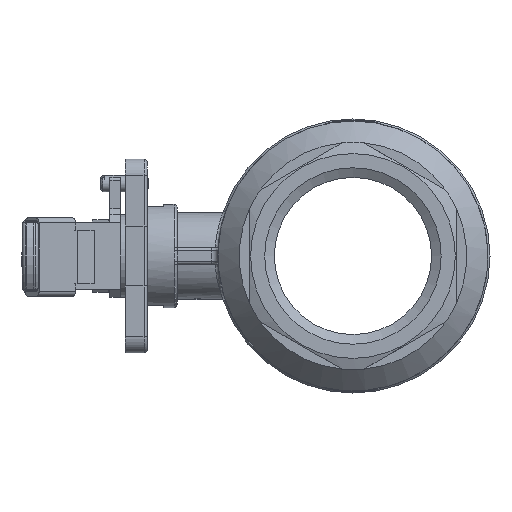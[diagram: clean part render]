
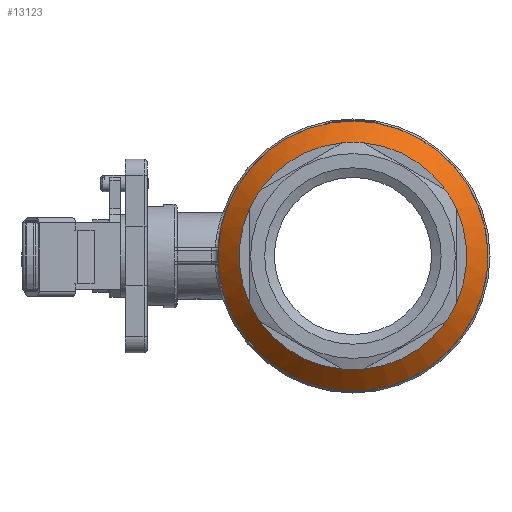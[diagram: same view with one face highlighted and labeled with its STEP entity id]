
A CAD part, left-side view. The second image highlights one B-rep face of the part: STEP entity #13123.
In plain terms, the highlighted conical face has half-angle 45 degrees and reference radius 65.25 mm.
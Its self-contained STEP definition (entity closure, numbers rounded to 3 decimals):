
#148=CONICAL_SURFACE('',#14186,65.25,0.785);
#4914=ORIENTED_EDGE('',*,*,#8014,.T.);
#4915=ORIENTED_EDGE('',*,*,#8016,.F.);
#4916=ORIENTED_EDGE('',*,*,#7959,.F.);
#4917=ORIENTED_EDGE('',*,*,#8006,.F.);
#4918=ORIENTED_EDGE('',*,*,#7961,.F.);
#4919=ORIENTED_EDGE('',*,*,#8004,.F.);
#4920=ORIENTED_EDGE('',*,*,#7963,.F.);
#4921=ORIENTED_EDGE('',*,*,#8002,.F.);
#4922=ORIENTED_EDGE('',*,*,#7965,.F.);
#4923=ORIENTED_EDGE('',*,*,#8000,.F.);
#4924=ORIENTED_EDGE('',*,*,#7967,.F.);
#4925=ORIENTED_EDGE('',*,*,#7998,.F.);
#4926=ORIENTED_EDGE('',*,*,#7969,.F.);
#7959=EDGE_CURVE('',#9607,#9608,#10471,.T.);
#7961=EDGE_CURVE('',#9609,#9610,#10472,.T.);
#7963=EDGE_CURVE('',#9611,#9612,#10473,.T.);
#7965=EDGE_CURVE('',#9613,#9614,#10474,.T.);
#7967=EDGE_CURVE('',#9615,#9616,#10475,.T.);
#7969=EDGE_CURVE('',#9617,#9618,#10476,.T.);
#7998=EDGE_CURVE('',#9618,#9615,#10486,.T.);
#8000=EDGE_CURVE('',#9616,#9613,#10488,.T.);
#8002=EDGE_CURVE('',#9614,#9611,#10490,.T.);
#8004=EDGE_CURVE('',#9612,#9609,#10492,.T.);
#8006=EDGE_CURVE('',#9610,#9607,#10494,.T.);
#8014=EDGE_CURVE('',#9642,#9642,#10501,.T.);
#8016=EDGE_CURVE('',#9608,#9617,#10503,.T.);
#9607=VERTEX_POINT('',#41806);
#9608=VERTEX_POINT('',#41807);
#9609=VERTEX_POINT('',#41811);
#9610=VERTEX_POINT('',#41812);
#9611=VERTEX_POINT('',#41816);
#9612=VERTEX_POINT('',#41817);
#9613=VERTEX_POINT('',#41821);
#9614=VERTEX_POINT('',#41822);
#9615=VERTEX_POINT('',#41826);
#9616=VERTEX_POINT('',#41827);
#9617=VERTEX_POINT('',#41831);
#9618=VERTEX_POINT('',#41832);
#9642=VERTEX_POINT('',#41971);
#10471=CIRCLE('',#14112,55.);
#10472=CIRCLE('',#14114,55.);
#10473=CIRCLE('',#14116,55.);
#10474=CIRCLE('',#14118,55.);
#10475=CIRCLE('',#14120,55.);
#10476=CIRCLE('',#14122,55.);
#10486=CIRCLE('',#14143,55.);
#10488=CIRCLE('',#14146,55.);
#10490=CIRCLE('',#14149,55.);
#10492=CIRCLE('',#14152,55.);
#10494=CIRCLE('',#14155,55.);
#10501=CIRCLE('',#14169,65.25);
#10503=CIRCLE('',#14172,55.);
#11123=EDGE_LOOP('',(#4914));
#11124=EDGE_LOOP('',(#4915,#4916,#4917,#4918,#4919,#4920,#4921,#4922,#4923,
#4924,#4925,#4926));
#12068=FACE_BOUND('',#11123,.T.);
#12069=FACE_BOUND('',#11124,.T.);
#13123=ADVANCED_FACE('',(#12068,#12069),#148,.T.);
#14112=AXIS2_PLACEMENT_3D('',#41805,#15869,#15870);
#14114=AXIS2_PLACEMENT_3D('',#41810,#15874,#15875);
#14116=AXIS2_PLACEMENT_3D('',#41815,#15879,#15880);
#14118=AXIS2_PLACEMENT_3D('',#41820,#15884,#15885);
#14120=AXIS2_PLACEMENT_3D('',#41825,#15889,#15890);
#14122=AXIS2_PLACEMENT_3D('',#41830,#15894,#15895);
#14143=AXIS2_PLACEMENT_3D('',#41916,#15949,#15950);
#14146=AXIS2_PLACEMENT_3D('',#41919,#15955,#15956);
#14149=AXIS2_PLACEMENT_3D('',#41922,#15961,#15962);
#14152=AXIS2_PLACEMENT_3D('',#41925,#15967,#15968);
#14155=AXIS2_PLACEMENT_3D('',#41928,#15973,#15974);
#14169=AXIS2_PLACEMENT_3D('',#41970,#16001,#16002);
#14172=AXIS2_PLACEMENT_3D('',#41975,#16007,#16008);
#14186=AXIS2_PLACEMENT_3D('',#41993,#16035,#16036);
#15869=DIRECTION('',(-1.,0.,0.));
#15870=DIRECTION('',(0.,0.,1.));
#15874=DIRECTION('',(-1.,0.,0.));
#15875=DIRECTION('',(0.,0.,1.));
#15879=DIRECTION('',(-1.,0.,0.));
#15880=DIRECTION('',(0.,0.,1.));
#15884=DIRECTION('',(-1.,0.,0.));
#15885=DIRECTION('',(0.,0.,1.));
#15889=DIRECTION('',(-1.,0.,0.));
#15890=DIRECTION('',(0.,0.,1.));
#15894=DIRECTION('',(-1.,0.,0.));
#15895=DIRECTION('',(0.,0.,1.));
#15949=DIRECTION('',(-1.,0.,0.));
#15950=DIRECTION('',(0.,0.,1.));
#15955=DIRECTION('',(-1.,0.,0.));
#15956=DIRECTION('',(0.,0.,1.));
#15961=DIRECTION('',(-1.,0.,0.));
#15962=DIRECTION('',(0.,0.,1.));
#15967=DIRECTION('',(-1.,0.,0.));
#15968=DIRECTION('',(0.,0.,1.));
#15973=DIRECTION('',(-1.,0.,0.));
#15974=DIRECTION('',(0.,0.,1.));
#16001=DIRECTION('',(-1.,0.,0.));
#16002=DIRECTION('',(0.,0.,1.));
#16007=DIRECTION('',(-1.,0.,0.));
#16008=DIRECTION('',(0.,0.,1.));
#16035=DIRECTION('',(1.,0.,0.));
#16036=DIRECTION('',(0.,0.,-1.));
#41805=CARTESIAN_POINT('',(31.,0.,0.));
#41806=CARTESIAN_POINT('',(31.,-44.843,31.845));
#41807=CARTESIAN_POINT('',(31.,-5.157,54.758));
#41810=CARTESIAN_POINT('',(31.,0.,0.));
#41811=CARTESIAN_POINT('',(31.,-50.,-22.913));
#41812=CARTESIAN_POINT('',(31.,-50.,22.913));
#41815=CARTESIAN_POINT('',(31.,0.,0.));
#41816=CARTESIAN_POINT('',(31.,-5.157,-54.758));
#41817=CARTESIAN_POINT('',(31.,-44.843,-31.845));
#41820=CARTESIAN_POINT('',(31.,0.,0.));
#41821=CARTESIAN_POINT('',(31.,44.843,-31.845));
#41822=CARTESIAN_POINT('',(31.,5.157,-54.758));
#41825=CARTESIAN_POINT('',(31.,0.,0.));
#41826=CARTESIAN_POINT('',(31.,50.,22.913));
#41827=CARTESIAN_POINT('',(31.,50.,-22.913));
#41830=CARTESIAN_POINT('',(31.,0.,0.));
#41831=CARTESIAN_POINT('',(31.,5.157,54.758));
#41832=CARTESIAN_POINT('',(31.,44.843,31.845));
#41916=CARTESIAN_POINT('',(31.,0.,0.));
#41919=CARTESIAN_POINT('',(31.,0.,0.));
#41922=CARTESIAN_POINT('',(31.,0.,0.));
#41925=CARTESIAN_POINT('',(31.,0.,0.));
#41928=CARTESIAN_POINT('',(31.,0.,0.));
#41970=CARTESIAN_POINT('',(41.25,0.,0.));
#41971=CARTESIAN_POINT('',(41.25,0.,65.25));
#41975=CARTESIAN_POINT('',(31.,0.,0.));
#41993=CARTESIAN_POINT('',(41.25,0.,0.));
